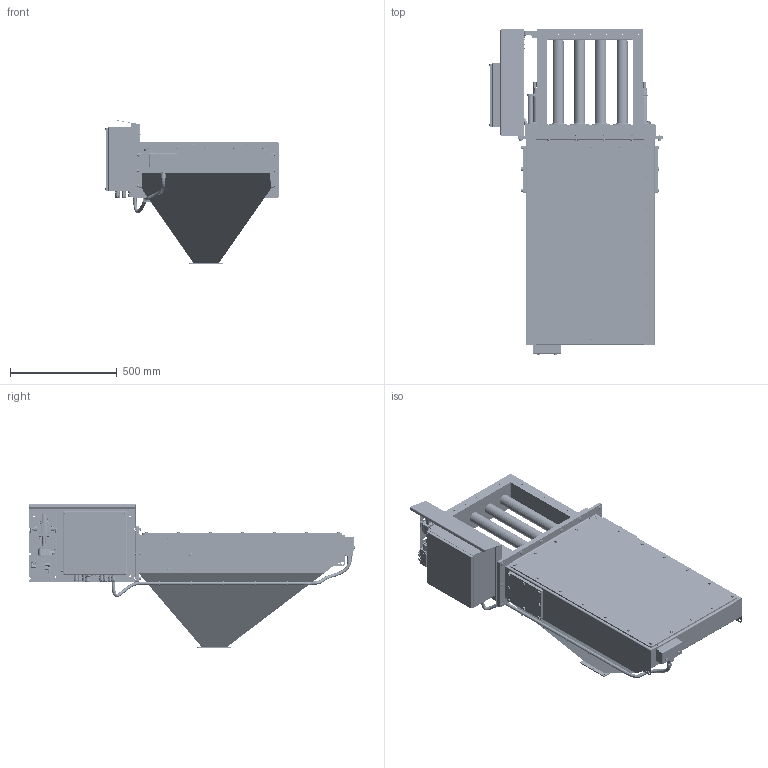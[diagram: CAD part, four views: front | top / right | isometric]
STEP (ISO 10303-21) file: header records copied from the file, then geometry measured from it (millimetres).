
FILE_DESCRIPTION(/* description */ (''),/* implementation_level */ '2;1');
FILE_NAME(/* name */ 'E0164681.stp',/* time_stamp */ '2024-06-10T12:19:08+02:00',/* author */ ('AvD'),/* organization */ (''),/* preprocessor_version */ 'ST-DEVELOPER v18.1',/* originating_system */ 'Autodesk Inventor 2021',/* authorisation */ '');
FILE_SCHEMA (('CONFIG_CONTROL_DESIGN'));
Products named in the file (1): Part1
Bounding box: 812.68 x 1531.9 x 671.81 mm (x, y, z)
Volume: 16577116.7 mm3; surface area: 9821469.7 mm2
Topology: 16 solids, 158 shells, 11777 faces, 27811 edges, 17857 vertices
Faces by surface type: plane 6535, cylinder 3723, cone 1170, torus 207, bspline 97, sphere 45
Full cylindrical faces by diameter (mm): 0.1 x720, 2.387 x4, 2.459 x2, 2.5 x2, 2.9 x3, 3 x12, 3.4 x3, 4 x10, 4.134 x11, 4.2 x8, 4.5 x3, 4.567 x3, 4.6 x16, 4.864 x4, 4.917 x36, 5 x27, 5.2 x4, 5.3 x9, 5.459 x1, 5.5 x15, 5.6 x6, 5.76 x4, 5.8 x3, 5.9 x2, 6 x33, 6.1 x9, 6.35 x1, 6.4 x1, 6.5 x2, 6.6 x2
Entity records: 357949 total; most frequent: CARTESIAN_POINT 69639, DIRECTION 59425, ORIENTED_EDGE 55460, EDGE_CURVE 27730, AXIS2_PLACEMENT_3D 22022, VERTEX_POINT 17841, LINE 15381, VECTOR 15381
